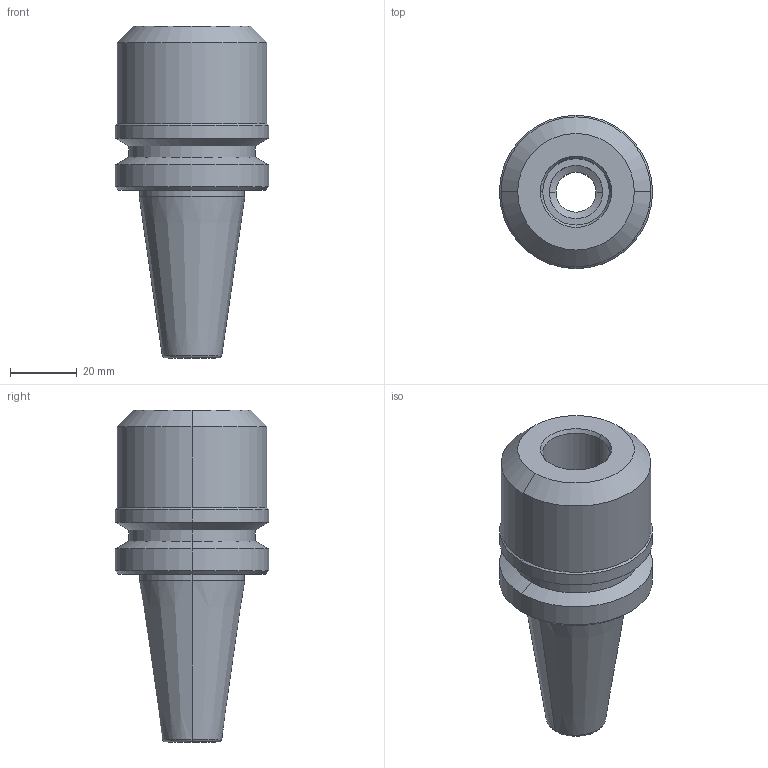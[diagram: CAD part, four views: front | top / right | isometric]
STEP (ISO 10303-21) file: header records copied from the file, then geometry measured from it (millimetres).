
FILE_DESCRIPTION (( 'STEP AP214' ), '1' );
FILE_NAME ('99146-BT30H.STEP', '2016-12-19T11:56:11', ( 'User' ), ( 'GENUINE' ), 'SwSTEP 2.0', 'SolidWorks 2012', '' );
FILE_SCHEMA (( 'AUTOMOTIVE_DESIGN' ));
Length unit declared in the file: millimetre
Products named in the file (1): 99146-BT30H
Bounding box: 46 x 46 x 99.7 mm (x, y, z)
Volume: 77218.9 mm3; surface area: 18793.4 mm2
Topology: 1 solids, 1 shells, 52 faces, 104 edges, 60 vertices
Faces by surface type: cylinder 22, cone 20, plane 8, torus 2
Entity records: 1384 total; most frequent: DIRECTION 272, CARTESIAN_POINT 217, ORIENTED_EDGE 208, AXIS2_PLACEMENT_3D 115, EDGE_CURVE 104, CIRCLE 62, VERTEX_POINT 60, EDGE_LOOP 60
